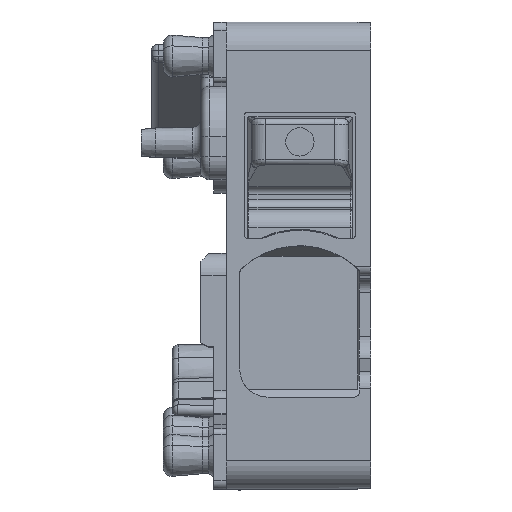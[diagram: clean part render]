
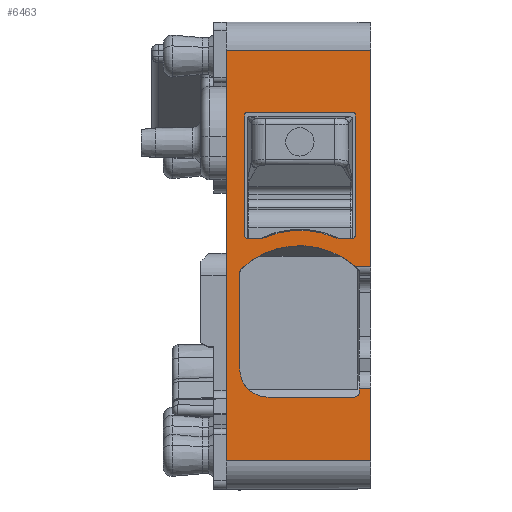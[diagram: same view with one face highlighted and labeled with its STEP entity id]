
A CAD part, top view. The second image highlights one B-rep face of the part: STEP entity #6463.
In plain terms, the highlighted planar face has unit normal (0, 0, 1).
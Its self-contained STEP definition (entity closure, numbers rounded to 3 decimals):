
#6272=AXIS2_PLACEMENT_3D('Plane Axis2P3D',#6269,#6270,#6271) ;
#6297=AXIS2_PLACEMENT_3D('Circle Axis2P3D',#6295,#6296,$) ;
#6311=AXIS2_PLACEMENT_3D('Circle Axis2P3D',#6309,#6310,$) ;
#6325=AXIS2_PLACEMENT_3D('Circle Axis2P3D',#6323,#6324,$) ;
#6332=AXIS2_PLACEMENT_3D('Circle Axis2P3D',#6330,#6331,$) ;
#6376=AXIS2_PLACEMENT_3D('Circle Axis2P3D',#6374,#6375,$) ;
#6390=AXIS2_PLACEMENT_3D('Circle Axis2P3D',#6388,#6389,$) ;
#6404=AXIS2_PLACEMENT_3D('Circle Axis2P3D',#6402,#6403,$) ;
#6418=AXIS2_PLACEMENT_3D('Circle Axis2P3D',#6416,#6417,$) ;
#6425=AXIS2_PLACEMENT_3D('Circle Axis2P3D',#6423,#6424,$) ;
#6432=AXIS2_PLACEMENT_3D('Circle Axis2P3D',#6430,#6431,$) ;
#6446=AXIS2_PLACEMENT_3D('Circle Axis2P3D',#6444,#6445,$) ;
#4771=CARTESIAN_POINT('Vertex',(3.,1.,44.65)) ;
#4774=CARTESIAN_POINT('Line Origine',(3.,8.25,44.65)) ;
#4778=CARTESIAN_POINT('Vertex',(3.,15.5,44.65)) ;
#6162=CARTESIAN_POINT('Line Origine',(5.55,15.5,44.65)) ;
#6166=CARTESIAN_POINT('Vertex',(8.1,15.5,44.65)) ;
#6201=CARTESIAN_POINT('Vertex',(8.1,1.,44.65)) ;
#6204=CARTESIAN_POINT('Line Origine',(5.55,1.,44.65)) ;
#6269=CARTESIAN_POINT('Axis2P3D Location',(5.8,15.5,44.65)) ;
#6274=CARTESIAN_POINT('Line Origine',(8.1,2.275,44.65)) ;
#6278=CARTESIAN_POINT('Vertex',(8.1,3.55,44.65)) ;
#6281=CARTESIAN_POINT('Line Origine',(7.9,3.55,44.65)) ;
#6285=CARTESIAN_POINT('Vertex',(7.7,3.55,44.65)) ;
#6288=CARTESIAN_POINT('Line Origine',(7.7,3.5,44.65)) ;
#6292=CARTESIAN_POINT('Vertex',(7.7,3.45,44.65)) ;
#6295=CARTESIAN_POINT('Axis2P3D Location',(7.5,3.45,44.65)) ;
#6299=CARTESIAN_POINT('Vertex',(7.5,3.25,44.65)) ;
#6302=CARTESIAN_POINT('Line Origine',(5.988,3.25,44.65)) ;
#6306=CARTESIAN_POINT('Vertex',(4.475,3.25,44.65)) ;
#6309=CARTESIAN_POINT('Axis2P3D Location',(4.475,4.25,44.65)) ;
#6313=CARTESIAN_POINT('Vertex',(3.475,4.25,44.65)) ;
#6316=CARTESIAN_POINT('Line Origine',(3.475,5.948,44.65)) ;
#6320=CARTESIAN_POINT('Vertex',(3.475,7.645,44.65)) ;
#6323=CARTESIAN_POINT('Axis2P3D Location',(3.675,7.645,44.65)) ;
#6327=CARTESIAN_POINT('Vertex',(3.538,7.791,44.65)) ;
#6330=CARTESIAN_POINT('Axis2P3D Location',(5.588,5.6,44.65)) ;
#6334=CARTESIAN_POINT('Vertex',(7.56,7.86,44.65)) ;
#6337=CARTESIAN_POINT('Line Origine',(7.83,7.86,44.65)) ;
#6341=CARTESIAN_POINT('Vertex',(8.1,7.86,44.65)) ;
#6344=CARTESIAN_POINT('Line Origine',(8.1,11.68,44.65)) ;
#6365=CARTESIAN_POINT('Line Origine',(3.65,11.1,44.65)) ;
#6369=CARTESIAN_POINT('Vertex',(3.65,8.95,44.65)) ;
#6371=CARTESIAN_POINT('Vertex',(3.65,13.25,44.65)) ;
#6374=CARTESIAN_POINT('Axis2P3D Location',(3.7,13.25,44.65)) ;
#6378=CARTESIAN_POINT('Vertex',(3.7,13.3,44.65)) ;
#6381=CARTESIAN_POINT('Line Origine',(5.6,13.3,44.65)) ;
#6385=CARTESIAN_POINT('Vertex',(7.5,13.3,44.65)) ;
#6388=CARTESIAN_POINT('Axis2P3D Location',(7.5,13.25,44.65)) ;
#6392=CARTESIAN_POINT('Vertex',(7.55,13.25,44.65)) ;
#6395=CARTESIAN_POINT('Line Origine',(7.55,11.1,44.65)) ;
#6399=CARTESIAN_POINT('Vertex',(7.55,8.95,44.65)) ;
#6402=CARTESIAN_POINT('Axis2P3D Location',(7.45,8.95,44.65)) ;
#6406=CARTESIAN_POINT('Vertex',(7.45,8.85,44.65)) ;
#6409=CARTESIAN_POINT('Line Origine',(7.225,8.85,44.65)) ;
#6413=CARTESIAN_POINT('Vertex',(7.,8.85,44.65)) ;
#6416=CARTESIAN_POINT('Axis2P3D Location',(7.,9.2,44.65)) ;
#6420=CARTESIAN_POINT('Vertex',(6.858,8.88,44.65)) ;
#6423=CARTESIAN_POINT('Axis2P3D Location',(5.6,6.047,44.65)) ;
#6427=CARTESIAN_POINT('Vertex',(4.342,8.88,44.65)) ;
#6430=CARTESIAN_POINT('Axis2P3D Location',(4.2,9.2,44.65)) ;
#6434=CARTESIAN_POINT('Vertex',(4.2,8.85,44.65)) ;
#6437=CARTESIAN_POINT('Line Origine',(3.975,8.85,44.65)) ;
#6441=CARTESIAN_POINT('Vertex',(3.75,8.85,44.65)) ;
#6444=CARTESIAN_POINT('Axis2P3D Location',(3.75,8.95,44.65)) ;
#4775=DIRECTION('Vector Direction',(0.,1.,0.)) ;
#6163=DIRECTION('Vector Direction',(-1.,0.,0.)) ;
#6205=DIRECTION('Vector Direction',(-1.,0.,0.)) ;
#6270=DIRECTION('Axis2P3D Direction',(-0.,0.,1.)) ;
#6271=DIRECTION('Axis2P3D XDirection',(0.,-1.,0.)) ;
#6275=DIRECTION('Vector Direction',(0.,-1.,0.)) ;
#6282=DIRECTION('Vector Direction',(1.,0.,0.)) ;
#6289=DIRECTION('Vector Direction',(0.,1.,0.)) ;
#6296=DIRECTION('Axis2P3D Direction',(-0.,0.,1.)) ;
#6303=DIRECTION('Vector Direction',(-1.,0.,0.)) ;
#6310=DIRECTION('Axis2P3D Direction',(-0.,0.,1.)) ;
#6317=DIRECTION('Vector Direction',(0.,1.,0.)) ;
#6324=DIRECTION('Axis2P3D Direction',(-0.,0.,1.)) ;
#6331=DIRECTION('Axis2P3D Direction',(-0.,0.,1.)) ;
#6338=DIRECTION('Vector Direction',(1.,0.,0.)) ;
#6345=DIRECTION('Vector Direction',(0.,-1.,0.)) ;
#6366=DIRECTION('Vector Direction',(0.,-1.,0.)) ;
#6375=DIRECTION('Axis2P3D Direction',(-0.,0.,1.)) ;
#6382=DIRECTION('Vector Direction',(-1.,0.,0.)) ;
#6389=DIRECTION('Axis2P3D Direction',(-0.,0.,1.)) ;
#6396=DIRECTION('Vector Direction',(0.,-1.,0.)) ;
#6403=DIRECTION('Axis2P3D Direction',(-0.,0.,1.)) ;
#6410=DIRECTION('Vector Direction',(-1.,0.,0.)) ;
#6417=DIRECTION('Axis2P3D Direction',(-0.,0.,1.)) ;
#6424=DIRECTION('Axis2P3D Direction',(-0.,0.,1.)) ;
#6431=DIRECTION('Axis2P3D Direction',(-0.,0.,1.)) ;
#6438=DIRECTION('Vector Direction',(-1.,0.,0.)) ;
#6445=DIRECTION('Axis2P3D Direction',(-0.,0.,1.)) ;
#4776=VECTOR('Line Direction',#4775,1.) ;
#6164=VECTOR('Line Direction',#6163,1.) ;
#6206=VECTOR('Line Direction',#6205,1.) ;
#6276=VECTOR('Line Direction',#6275,1.) ;
#6283=VECTOR('Line Direction',#6282,1.) ;
#6290=VECTOR('Line Direction',#6289,1.) ;
#6304=VECTOR('Line Direction',#6303,1.) ;
#6318=VECTOR('Line Direction',#6317,1.) ;
#6339=VECTOR('Line Direction',#6338,1.) ;
#6346=VECTOR('Line Direction',#6345,1.) ;
#6367=VECTOR('Line Direction',#6366,1.) ;
#6383=VECTOR('Line Direction',#6382,1.) ;
#6397=VECTOR('Line Direction',#6396,1.) ;
#6411=VECTOR('Line Direction',#6410,1.) ;
#6439=VECTOR('Line Direction',#6438,1.) ;
#6350=ORIENTED_EDGE('',*,*,#6208,.F.) ;
#6351=ORIENTED_EDGE('',*,*,#6280,.F.) ;
#6352=ORIENTED_EDGE('',*,*,#6287,.F.) ;
#6353=ORIENTED_EDGE('',*,*,#6294,.F.) ;
#6354=ORIENTED_EDGE('',*,*,#6301,.F.) ;
#6355=ORIENTED_EDGE('',*,*,#6308,.T.) ;
#6356=ORIENTED_EDGE('',*,*,#6315,.F.) ;
#6357=ORIENTED_EDGE('',*,*,#6322,.T.) ;
#6358=ORIENTED_EDGE('',*,*,#6329,.F.) ;
#6359=ORIENTED_EDGE('',*,*,#6336,.F.) ;
#6360=ORIENTED_EDGE('',*,*,#6343,.T.) ;
#6361=ORIENTED_EDGE('',*,*,#6348,.F.) ;
#6362=ORIENTED_EDGE('',*,*,#6168,.T.) ;
#6363=ORIENTED_EDGE('',*,*,#4780,.F.) ;
#6450=ORIENTED_EDGE('',*,*,#6373,.T.) ;
#6451=ORIENTED_EDGE('',*,*,#6380,.F.) ;
#6452=ORIENTED_EDGE('',*,*,#6387,.F.) ;
#6453=ORIENTED_EDGE('',*,*,#6394,.F.) ;
#6454=ORIENTED_EDGE('',*,*,#6401,.F.) ;
#6455=ORIENTED_EDGE('',*,*,#6408,.F.) ;
#6456=ORIENTED_EDGE('',*,*,#6415,.T.) ;
#6457=ORIENTED_EDGE('',*,*,#6422,.F.) ;
#6458=ORIENTED_EDGE('',*,*,#6429,.F.) ;
#6459=ORIENTED_EDGE('',*,*,#6436,.F.) ;
#6460=ORIENTED_EDGE('',*,*,#6443,.T.) ;
#6461=ORIENTED_EDGE('',*,*,#6448,.F.) ;
#6462=FACE_BOUND('',#6449,.T.) ;
#6463=ADVANCED_FACE('Hauptk\X2\00F6\X0\rper',(#6364,#6462),#6273,.T.) ;
#6298=CIRCLE('generated circle',#6297,0.2) ;
#6312=CIRCLE('generated circle',#6311,1.) ;
#6326=CIRCLE('generated circle',#6325,0.2) ;
#6333=CIRCLE('generated circle',#6332,3.) ;
#6377=CIRCLE('generated circle',#6376,0.05) ;
#6391=CIRCLE('generated circle',#6390,0.05) ;
#6405=CIRCLE('generated circle',#6404,0.1) ;
#6419=CIRCLE('generated circle',#6418,0.35) ;
#6426=CIRCLE('generated circle',#6425,3.1) ;
#6433=CIRCLE('generated circle',#6432,0.35) ;
#6447=CIRCLE('generated circle',#6446,0.1) ;
#4780=EDGE_CURVE('',#4772,#4779,#4777,.T.) ;
#6168=EDGE_CURVE('',#6167,#4779,#6165,.T.) ;
#6208=EDGE_CURVE('',#6202,#4772,#6207,.T.) ;
#6280=EDGE_CURVE('',#6279,#6202,#6277,.T.) ;
#6287=EDGE_CURVE('',#6286,#6279,#6284,.T.) ;
#6294=EDGE_CURVE('',#6293,#6286,#6291,.T.) ;
#6301=EDGE_CURVE('',#6300,#6293,#6298,.T.) ;
#6308=EDGE_CURVE('',#6300,#6307,#6305,.T.) ;
#6315=EDGE_CURVE('',#6314,#6307,#6312,.T.) ;
#6322=EDGE_CURVE('',#6314,#6321,#6319,.T.) ;
#6329=EDGE_CURVE('',#6328,#6321,#6326,.T.) ;
#6336=EDGE_CURVE('',#6335,#6328,#6333,.T.) ;
#6343=EDGE_CURVE('',#6335,#6342,#6340,.T.) ;
#6348=EDGE_CURVE('',#6167,#6342,#6347,.T.) ;
#6373=EDGE_CURVE('',#6370,#6372,#6368,.F.) ;
#6380=EDGE_CURVE('',#6379,#6372,#6377,.T.) ;
#6387=EDGE_CURVE('',#6386,#6379,#6384,.T.) ;
#6394=EDGE_CURVE('',#6393,#6386,#6391,.T.) ;
#6401=EDGE_CURVE('',#6400,#6393,#6398,.F.) ;
#6408=EDGE_CURVE('',#6407,#6400,#6405,.T.) ;
#6415=EDGE_CURVE('',#6407,#6414,#6412,.T.) ;
#6422=EDGE_CURVE('',#6421,#6414,#6419,.T.) ;
#6429=EDGE_CURVE('',#6428,#6421,#6426,.F.) ;
#6436=EDGE_CURVE('',#6435,#6428,#6433,.T.) ;
#6443=EDGE_CURVE('',#6435,#6442,#6440,.T.) ;
#6448=EDGE_CURVE('',#6370,#6442,#6447,.T.) ;
#6349=EDGE_LOOP('',(#6350,#6351,#6352,#6353,#6354,#6355,#6356,#6357,#6358,#6359,#6360,#6361,#6362,#6363)) ;
#6449=EDGE_LOOP('',(#6450,#6451,#6452,#6453,#6454,#6455,#6456,#6457,#6458,#6459,#6460,#6461)) ;
#6364=FACE_OUTER_BOUND('',#6349,.T.) ;
#4777=LINE('Line',#4774,#4776) ;
#6165=LINE('Line',#6162,#6164) ;
#6207=LINE('Line',#6204,#6206) ;
#6277=LINE('Line',#6274,#6276) ;
#6284=LINE('Line',#6281,#6283) ;
#6291=LINE('Line',#6288,#6290) ;
#6305=LINE('Line',#6302,#6304) ;
#6319=LINE('Line',#6316,#6318) ;
#6340=LINE('Line',#6337,#6339) ;
#6347=LINE('Line',#6344,#6346) ;
#6368=LINE('Line',#6365,#6367) ;
#6384=LINE('Line',#6381,#6383) ;
#6398=LINE('Line',#6395,#6397) ;
#6412=LINE('Line',#6409,#6411) ;
#6440=LINE('Line',#6437,#6439) ;
#6273=PLANE('',#6272) ;
#4772=VERTEX_POINT('',#4771) ;
#4779=VERTEX_POINT('',#4778) ;
#6167=VERTEX_POINT('',#6166) ;
#6202=VERTEX_POINT('',#6201) ;
#6279=VERTEX_POINT('',#6278) ;
#6286=VERTEX_POINT('',#6285) ;
#6293=VERTEX_POINT('',#6292) ;
#6300=VERTEX_POINT('',#6299) ;
#6307=VERTEX_POINT('',#6306) ;
#6314=VERTEX_POINT('',#6313) ;
#6321=VERTEX_POINT('',#6320) ;
#6328=VERTEX_POINT('',#6327) ;
#6335=VERTEX_POINT('',#6334) ;
#6342=VERTEX_POINT('',#6341) ;
#6370=VERTEX_POINT('',#6369) ;
#6372=VERTEX_POINT('',#6371) ;
#6379=VERTEX_POINT('',#6378) ;
#6386=VERTEX_POINT('',#6385) ;
#6393=VERTEX_POINT('',#6392) ;
#6400=VERTEX_POINT('',#6399) ;
#6407=VERTEX_POINT('',#6406) ;
#6414=VERTEX_POINT('',#6413) ;
#6421=VERTEX_POINT('',#6420) ;
#6428=VERTEX_POINT('',#6427) ;
#6435=VERTEX_POINT('',#6434) ;
#6442=VERTEX_POINT('',#6441) ;
